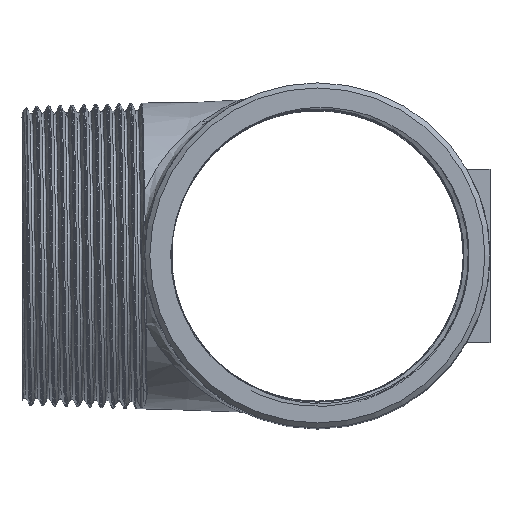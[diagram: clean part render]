
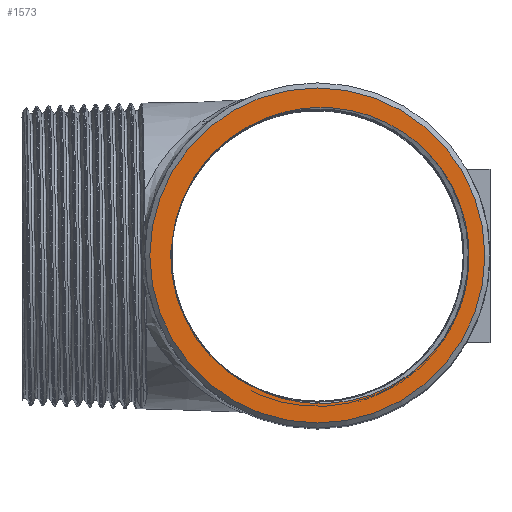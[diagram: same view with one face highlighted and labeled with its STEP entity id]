
A CAD part, top view. The second image highlights one B-rep face of the part: STEP entity #1573.
In plain terms, the highlighted planar face has unit normal (0, 0, 1).
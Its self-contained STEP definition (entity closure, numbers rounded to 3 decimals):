
#48=PLANE('',#1633);
#64=CIRCLE('',#1634,28.645);
#65=CIRCLE('',#1635,32.9);
#529=ORIENTED_EDGE('',*,*,#923,.T.);
#530=ORIENTED_EDGE('',*,*,#984,.T.);
#531=ORIENTED_EDGE('',*,*,#1011,.F.);
#532=ORIENTED_EDGE('',*,*,#959,.T.);
#533=ORIENTED_EDGE('',*,*,#930,.T.);
#534=ORIENTED_EDGE('',*,*,#927,.T.);
#535=ORIENTED_EDGE('',*,*,#1012,.T.);
#923=EDGE_CURVE('',#1170,#1171,#1349,.T.);
#927=EDGE_CURVE('',#1174,#1170,#1350,.T.);
#930=EDGE_CURVE('',#1176,#1174,#1351,.T.);
#959=EDGE_CURVE('',#1178,#1176,#1354,.T.);
#984=EDGE_CURVE('',#1171,#1228,#1356,.T.);
#1011=EDGE_CURVE('',#1178,#1228,#64,.T.);
#1012=EDGE_CURVE('',#1246,#1246,#65,.T.);
#1170=VERTEX_POINT('',#24368);
#1171=VERTEX_POINT('',#24369);
#1174=VERTEX_POINT('',#27413);
#1176=VERTEX_POINT('',#29719);
#1178=VERTEX_POINT('',#32028);
#1228=VERTEX_POINT('',#34705);
#1246=VERTEX_POINT('',#35227);
#1349=B_SPLINE_CURVE_WITH_KNOTS('',3,(#24360,#24361,#24362,#24363,#24364,
#24365,#24366,#24367),.UNSPECIFIED.,.F.,.F.,(4,1,1,1,1,4),(0.,0.25,0.375,
0.5,0.75,1.),.UNSPECIFIED.);
#1350=B_SPLINE_CURVE_WITH_KNOTS('',3,(#27400,#27401,#27402,#27403,#27404,
#27405,#27406,#27407,#27408,#27409,#27410,#27411,#27412),.UNSPECIFIED.,
 .F.,.F.,(4,1,1,1,1,1,1,1,1,1,4),(0.,0.063,0.125,0.25,0.375,0.5,0.625,
0.75,0.875,0.938,1.),.UNSPECIFIED.);
#1351=B_SPLINE_CURVE_WITH_KNOTS('',3,(#29710,#29711,#29712,#29713,#29714,
#29715,#29716,#29717,#29718),.UNSPECIFIED.,.F.,.F.,(4,1,1,1,1,1,4),(0.,
0.25,0.375,0.5,0.625,0.75,1.),.UNSPECIFIED.);
#1354=B_SPLINE_CURVE_WITH_KNOTS('',3,(#32346,#32347,#32348,#32349,#32350),
 .UNSPECIFIED.,.F.,.F.,(4,1,4),(0.,0.5,1.),.UNSPECIFIED.);
#1356=B_SPLINE_CURVE_WITH_KNOTS('',3,(#34706,#34707,#34708,#34709,#34710),
 .UNSPECIFIED.,.F.,.F.,(4,1,4),(0.,0.5,1.),.UNSPECIFIED.);
#1417=EDGE_LOOP('',(#529,#530,#531,#532,#533,#534));
#1418=EDGE_LOOP('',(#535));
#1483=FACE_BOUND('',#1417,.T.);
#1484=FACE_BOUND('',#1418,.T.);
#1573=ADVANCED_FACE('',(#1483,#1484),#48,.T.);
#1633=AXIS2_PLACEMENT_3D('',#35224,#1740,#1741);
#1634=AXIS2_PLACEMENT_3D('',#35225,#1742,#1743);
#1635=AXIS2_PLACEMENT_3D('',#35226,#1744,#1745);
#1740=DIRECTION('',(0.,0.,1.));
#1741=DIRECTION('',(1.,0.,0.));
#1742=DIRECTION('',(0.,0.,1.));
#1743=DIRECTION('',(1.,0.,0.));
#1744=DIRECTION('',(0.,0.,1.));
#1745=DIRECTION('',(1.,0.,0.));
#24360=CARTESIAN_POINT('',(21.329,-20.573,58.));
#24361=CARTESIAN_POINT('',(19.3,-22.579,58.));
#24362=CARTESIAN_POINT('',(15.807,-25.14,58.));
#24363=CARTESIAN_POINT('',(10.678,-27.422,58.));
#24364=CARTESIAN_POINT('',(5.191,-28.977,58.));
#24365=CARTESIAN_POINT('',(-1.985,-29.371,58.));
#24366=CARTESIAN_POINT('',(-7.584,-28.01,58.));
#24367=CARTESIAN_POINT('',(-10.217,-26.938,58.));
#24368=CARTESIAN_POINT('',(21.329,-20.573,58.));
#24369=CARTESIAN_POINT('',(-10.217,-26.938,58.));
#27400=CARTESIAN_POINT('',(21.329,20.573,58.));
#27401=CARTESIAN_POINT('',(22.004,19.906,58.));
#27402=CARTESIAN_POINT('',(23.307,18.47,58.));
#27403=CARTESIAN_POINT('',(25.564,15.396,58.));
#27404=CARTESIAN_POINT('',(27.783,11.205,58.));
#27405=CARTESIAN_POINT('',(29.439,5.692,58.));
#27406=CARTESIAN_POINT('',(29.988,-0.01,58.));
#27407=CARTESIAN_POINT('',(29.439,-5.691,58.));
#27408=CARTESIAN_POINT('',(27.78,-11.212,58.));
#27409=CARTESIAN_POINT('',(25.565,-15.395,58.));
#27410=CARTESIAN_POINT('',(23.305,-18.472,58.));
#27411=CARTESIAN_POINT('',(22.002,-19.908,58.));
#27412=CARTESIAN_POINT('',(21.329,-20.573,58.));
#27413=CARTESIAN_POINT('',(21.329,20.573,58.));
#29710=CARTESIAN_POINT('',(-10.217,26.938,58.));
#29711=CARTESIAN_POINT('',(-7.577,28.013,58.));
#29712=CARTESIAN_POINT('',(-3.344,29.03,58.));
#29713=CARTESIAN_POINT('',(2.274,29.136,58.));
#29714=CARTESIAN_POINT('',(6.538,28.593,58.));
#29715=CARTESIAN_POINT('',(10.607,27.448,58.));
#29716=CARTESIAN_POINT('',(15.804,25.148,58.));
#29717=CARTESIAN_POINT('',(19.295,22.584,58.));
#29718=CARTESIAN_POINT('',(21.329,20.573,58.));
#29719=CARTESIAN_POINT('',(-10.217,26.938,58.));
#32028=CARTESIAN_POINT('',(-23.708,16.077,58.));
#32346=CARTESIAN_POINT('',(-23.708,16.077,58.));
#32347=CARTESIAN_POINT('',(-22.069,18.505,58.));
#32348=CARTESIAN_POINT('',(-18.033,22.868,58.));
#32349=CARTESIAN_POINT('',(-12.994,25.808,58.));
#32350=CARTESIAN_POINT('',(-10.217,26.938,58.));
#34705=CARTESIAN_POINT('',(-23.708,-16.077,58.));
#34706=CARTESIAN_POINT('',(-10.217,-26.938,58.));
#34707=CARTESIAN_POINT('',(-12.993,-25.808,58.));
#34708=CARTESIAN_POINT('',(-18.032,-22.868,58.));
#34709=CARTESIAN_POINT('',(-22.067,-18.509,58.));
#34710=CARTESIAN_POINT('',(-23.708,-16.077,58.));
#35224=CARTESIAN_POINT('',(0.,0.,58.));
#35225=CARTESIAN_POINT('',(0.,0.,58.));
#35226=CARTESIAN_POINT('',(0.,0.,58.));
#35227=CARTESIAN_POINT('',(32.9,0.,58.));
